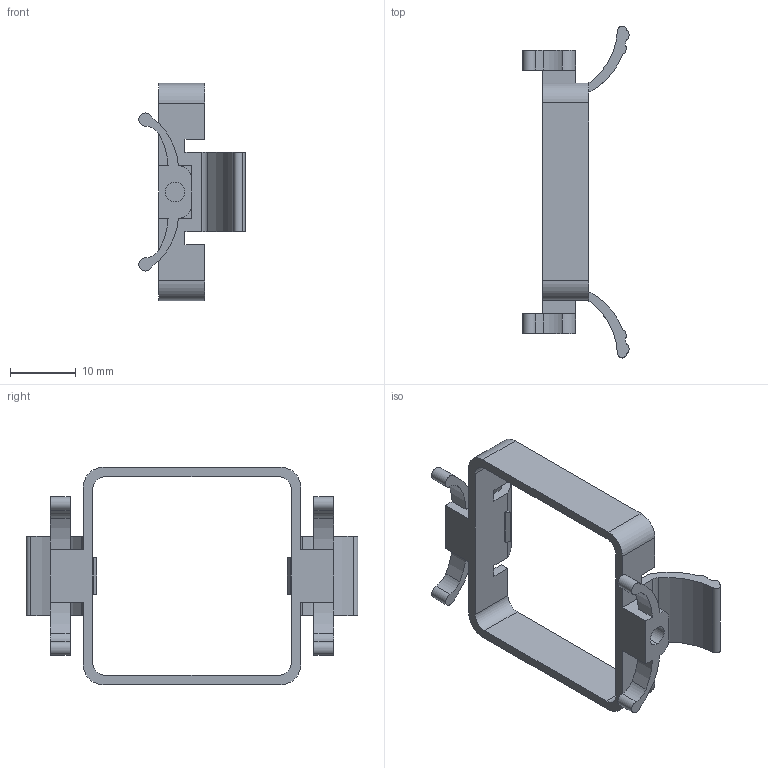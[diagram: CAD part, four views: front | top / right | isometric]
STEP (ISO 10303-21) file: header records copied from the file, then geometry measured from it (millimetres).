
FILE_DESCRIPTION((''),'2;1');
FILE_NAME('P-0358-A3','2019-04-22T',('Vince.Chen'),(''),'CREO PARAMETRIC BY PTC INC, 2014500','CREO PARAMETRIC BY PTC INC, 2014500','');
FILE_SCHEMA(('CONFIG_CONTROL_DESIGN'));
Length unit declared in the file: millimetre
Products named in the file (1): P-0358-A3
Bounding box: 16.14 x 50.4 x 33 mm (x, y, z)
Volume: 2050 mm3; surface area: 3328.9 mm2
Topology: 1 solids, 1 shells, 101 faces, 282 edges, 184 vertices
Faces by surface type: plane 51, cylinder 50
Entity records: 3302 total; most frequent: DIRECTION 584, CARTESIAN_POINT 567, ORIENTED_EDGE 564, EDGE_CURVE 282, AXIS2_PLACEMENT_3D 201, VERTEX_POINT 184, VECTOR 182, LINE 182
